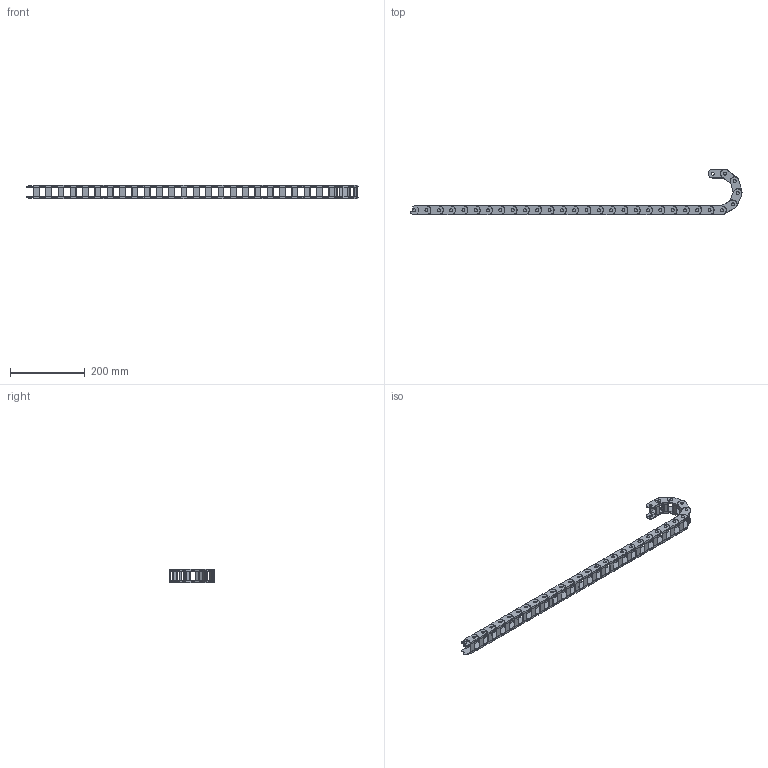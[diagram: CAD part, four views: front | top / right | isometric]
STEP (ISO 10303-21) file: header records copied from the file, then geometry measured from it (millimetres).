
FILE_DESCRIPTION (( 'STEP AP203' ), '1' );
FILE_NAME ('CDC-0.7X1.0R1.9T.step', '2024-04-17T14:23:03', ( '' ), ( '' ), 'SwSTEP 2.0', 'SolidWorks 2023', '' );
FILE_SCHEMA (( 'CONFIG_CONTROL_DESIGN' ));
Products named in the file (1): CDC-0.7X1.0R1.9T
Bounding box: 890.06 x 121.09 x 37 mm (x, y, z)
Volume: 273567.7 mm3; surface area: 219035.9 mm2
Topology: 30 solids, 30 shells, 2490 faces, 6930 edges, 4620 vertices
Faces by surface type: plane 1290, cylinder 1200
Entity records: 80935 total; most frequent: DIRECTION 14432, CARTESIAN_POINT 14041, ORIENTED_EDGE 13860, EDGE_CURVE 6930, AXIS2_PLACEMENT_3D 5011, VERTEX_POINT 4620, VECTOR 4410, LINE 4410
